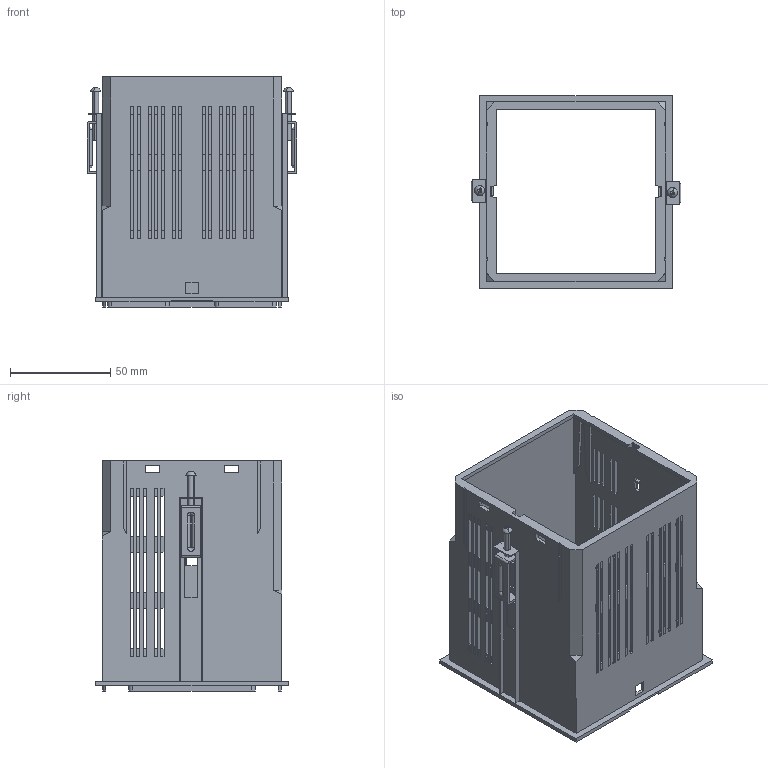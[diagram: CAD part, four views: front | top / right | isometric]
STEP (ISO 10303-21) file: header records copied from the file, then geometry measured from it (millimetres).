
FILE_DESCRIPTION (( 'STEP AP214' ), '1' );
FILE_NAME ('FIC-96-02.STEP', '2022-01-24T10:01:19', ( '' ), ( '' ), 'SwSTEP 2.0', 'SolidWorks 2017', '' );
FILE_SCHEMA (( 'AUTOMOTIVE_DESIGN' ));
Length unit declared in the file: millimetre
Products named in the file (13): Clamp-1; Clamp-2; Clamp-3; Case FUTURA; FIC-96-02; Clamps FCL
Assembly tree (6 placements, depth 3):
  Clamp-1
  Clamp-2
  Clamp-3
  Clamp-3
  Case FUTURA
Bounding box: 104.7 x 96 x 114.7 mm (x, y, z)
Volume: 72290.3 mm3; surface area: 94780.6 mm2
Topology: 7 solids, 7 shells, 596 faces, 1822 edges, 1206 vertices
Faces by surface type: plane 522, cylinder 50, torus 10, cone 10, sphere 4
Entity records: 18259 total; most frequent: CARTESIAN_POINT 3274, ORIENTED_EDGE 3234, DIRECTION 2738, EDGE_CURVE 1617, LINE 1516, VECTOR 1516, VERTEX_POINT 1075, EDGE_LOOP 628
